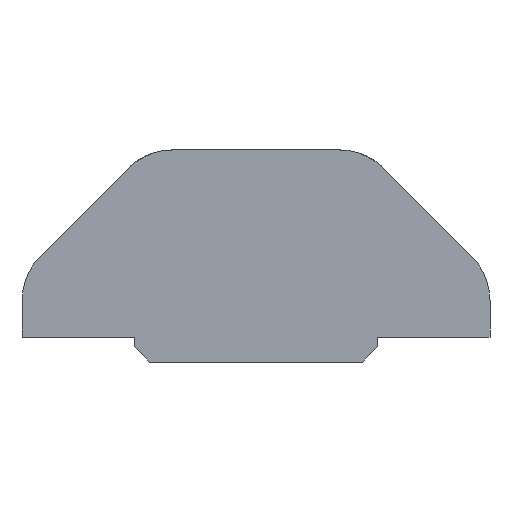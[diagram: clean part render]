
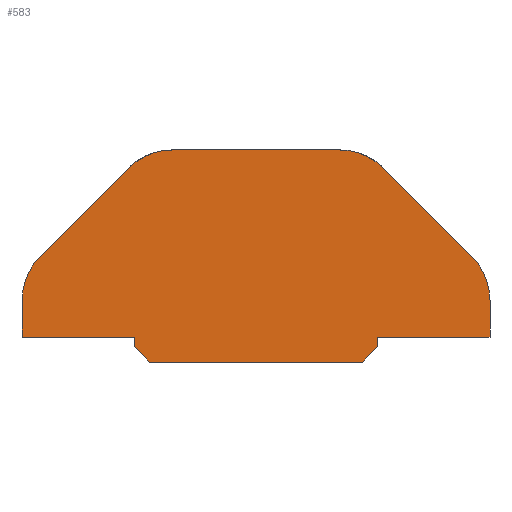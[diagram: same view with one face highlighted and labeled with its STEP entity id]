
A CAD part, front view. The second image highlights one B-rep face of the part: STEP entity #583.
In plain terms, the highlighted planar face has unit normal (0, -1, 0).
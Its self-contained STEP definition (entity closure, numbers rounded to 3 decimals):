
#26=CIRCLE('',#624,2.);
#27=CIRCLE('',#627,2.);
#28=CIRCLE('',#629,2.);
#29=CIRCLE('',#632,2.);
#66=FACE_OUTER_BOUND('',#97,.T.);
#97=EDGE_LOOP('',(#517,#518,#519,#520,#521,#522,#523,#524,#525,#526,#527,
#528,#529,#530,#531,#532));
#130=LINE('',#874,#197);
#135=LINE('',#885,#202);
#139=LINE('',#892,#206);
#149=LINE('',#917,#216);
#151=LINE('',#921,#218);
#154=LINE('',#930,#221);
#159=LINE('',#943,#226);
#161=LINE('',#950,#228);
#164=LINE('',#958,#231);
#165=LINE('',#960,#232);
#166=LINE('',#963,#233);
#168=LINE('',#966,#235);
#197=VECTOR('',#707,10.);
#202=VECTOR('',#714,10.);
#206=VECTOR('',#720,10.);
#216=VECTOR('',#740,10.);
#218=VECTOR('',#744,10.);
#221=VECTOR('',#753,10.);
#226=VECTOR('',#768,10.);
#228=VECTOR('',#776,10.);
#231=VECTOR('',#787,10.);
#232=VECTOR('',#790,10.);
#233=VECTOR('',#793,10.);
#235=VECTOR('',#797,10.);
#260=VERTEX_POINT('',#871);
#261=VERTEX_POINT('',#873);
#265=VERTEX_POINT('',#882);
#266=VERTEX_POINT('',#884);
#268=VERTEX_POINT('',#890);
#278=VERTEX_POINT('',#915);
#279=VERTEX_POINT('',#919);
#280=VERTEX_POINT('',#923);
#281=VERTEX_POINT('',#925);
#282=VERTEX_POINT('',#929);
#283=VERTEX_POINT('',#935);
#284=VERTEX_POINT('',#937);
#285=VERTEX_POINT('',#941);
#286=VERTEX_POINT('',#945);
#287=VERTEX_POINT('',#949);
#289=VERTEX_POINT('',#962);
#324=EDGE_CURVE('',#261,#260,#130,.T.);
#329=EDGE_CURVE('',#265,#266,#135,.T.);
#333=EDGE_CURVE('',#265,#268,#139,.T.);
#346=EDGE_CURVE('',#278,#268,#149,.T.);
#348=EDGE_CURVE('',#278,#279,#151,.T.);
#350=EDGE_CURVE('',#280,#281,#26,.T.);
#352=EDGE_CURVE('',#281,#282,#154,.T.);
#354=EDGE_CURVE('',#282,#260,#27,.T.);
#356=EDGE_CURVE('',#283,#284,#28,.T.);
#359=EDGE_CURVE('',#285,#283,#159,.T.);
#360=EDGE_CURVE('',#261,#286,#29,.T.);
#362=EDGE_CURVE('',#287,#286,#161,.T.);
#366=EDGE_CURVE('',#279,#287,#164,.T.);
#367=EDGE_CURVE('',#284,#280,#165,.T.);
#368=EDGE_CURVE('',#289,#285,#166,.T.);
#370=EDGE_CURVE('',#266,#289,#168,.T.);
#517=ORIENTED_EDGE('',*,*,#329,.F.);
#518=ORIENTED_EDGE('',*,*,#333,.T.);
#519=ORIENTED_EDGE('',*,*,#346,.F.);
#520=ORIENTED_EDGE('',*,*,#348,.T.);
#521=ORIENTED_EDGE('',*,*,#366,.T.);
#522=ORIENTED_EDGE('',*,*,#362,.T.);
#523=ORIENTED_EDGE('',*,*,#360,.F.);
#524=ORIENTED_EDGE('',*,*,#324,.T.);
#525=ORIENTED_EDGE('',*,*,#354,.F.);
#526=ORIENTED_EDGE('',*,*,#352,.F.);
#527=ORIENTED_EDGE('',*,*,#350,.F.);
#528=ORIENTED_EDGE('',*,*,#367,.F.);
#529=ORIENTED_EDGE('',*,*,#356,.F.);
#530=ORIENTED_EDGE('',*,*,#359,.F.);
#531=ORIENTED_EDGE('',*,*,#368,.F.);
#532=ORIENTED_EDGE('',*,*,#370,.F.);
#554=PLANE('',#641);
#583=ADVANCED_FACE('',(#66),#554,.F.);
#624=AXIS2_PLACEMENT_3D('',#926,#748,#749);
#627=AXIS2_PLACEMENT_3D('',#933,#757,#758);
#629=AXIS2_PLACEMENT_3D('',#938,#762,#763);
#632=AXIS2_PLACEMENT_3D('',#946,#771,#772);
#641=AXIS2_PLACEMENT_3D('',#967,#798,#799);
#707=DIRECTION('',(-0.707,0.,0.707));
#714=DIRECTION('',(-0.707,0.,0.707));
#720=DIRECTION('',(1.,0.,0.));
#740=DIRECTION('',(-0.707,0.,-0.707));
#744=DIRECTION('',(0.,0.,1.));
#748=DIRECTION('center_axis',(0.,1.,0.));
#749=DIRECTION('ref_axis',(-0.383,0.,0.924));
#753=DIRECTION('',(1.,0.,0.));
#757=DIRECTION('center_axis',(0.,1.,0.));
#758=DIRECTION('ref_axis',(0.383,0.,0.924));
#762=DIRECTION('center_axis',(0.,1.,0.));
#763=DIRECTION('ref_axis',(-0.924,0.,0.383));
#768=DIRECTION('',(0.,0.,1.));
#771=DIRECTION('center_axis',(0.,1.,0.));
#772=DIRECTION('ref_axis',(0.924,0.,0.383));
#776=DIRECTION('',(0.,0.,1.));
#787=DIRECTION('',(1.,0.,0.));
#790=DIRECTION('',(0.707,0.,0.707));
#793=DIRECTION('',(-1.,0.,0.));
#797=DIRECTION('',(0.,0.,1.));
#798=DIRECTION('center_axis',(0.,1.,0.));
#799=DIRECTION('ref_axis',(1.,0.,0.));
#871=CARTESIAN_POINT('',(4.086,0.,6.214));
#873=CARTESIAN_POINT('',(6.914,0.,3.386));
#874=CARTESIAN_POINT('',(7.5,0.,2.8));
#882=CARTESIAN_POINT('',(-3.4,0.,0.));
#884=CARTESIAN_POINT('',(-3.9,0.,0.5));
#885=CARTESIAN_POINT('',(-3.525,0.,0.125));
#890=CARTESIAN_POINT('',(3.4,0.,0.));
#892=CARTESIAN_POINT('',(0.,0.,0.));
#915=CARTESIAN_POINT('',(3.9,0.,0.5));
#917=CARTESIAN_POINT('',(3.525,0.,0.125));
#919=CARTESIAN_POINT('',(3.9,0.,0.8));
#921=CARTESIAN_POINT('',(3.9,0.,0.));
#923=CARTESIAN_POINT('',(-4.086,0.,6.214));
#925=CARTESIAN_POINT('',(-2.672,0.,6.8));
#926=CARTESIAN_POINT('Origin',(-2.672,0.,4.8));
#929=CARTESIAN_POINT('',(2.672,0.,6.8));
#930=CARTESIAN_POINT('',(-3.5,0.,6.8));
#933=CARTESIAN_POINT('Origin',(2.672,0.,4.8));
#935=CARTESIAN_POINT('',(-7.5,0.,1.972));
#937=CARTESIAN_POINT('',(-6.914,0.,3.386));
#938=CARTESIAN_POINT('Origin',(-5.5,0.,1.972));
#941=CARTESIAN_POINT('',(-7.5,0.,0.8));
#943=CARTESIAN_POINT('',(-7.5,0.,0.8));
#945=CARTESIAN_POINT('',(7.5,0.,1.972));
#946=CARTESIAN_POINT('Origin',(5.5,0.,1.972));
#949=CARTESIAN_POINT('',(7.5,0.,0.8));
#950=CARTESIAN_POINT('',(7.5,0.,0.8));
#958=CARTESIAN_POINT('',(3.9,0.,0.8));
#960=CARTESIAN_POINT('',(-7.5,0.,2.8));
#962=CARTESIAN_POINT('',(-3.9,0.,0.8));
#963=CARTESIAN_POINT('',(-3.9,0.,0.8));
#966=CARTESIAN_POINT('',(-3.9,0.,0.));
#967=CARTESIAN_POINT('Origin',(0.,0.,3.4));
